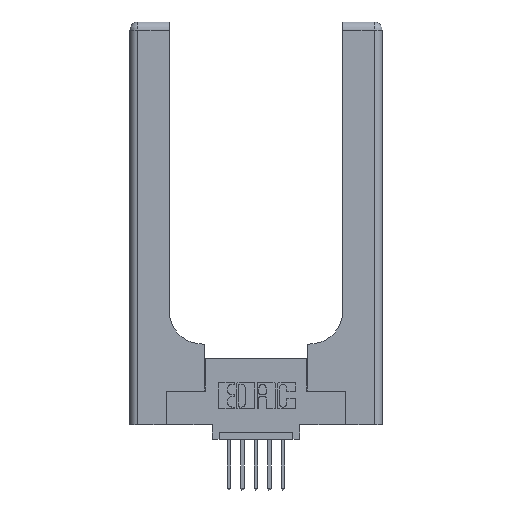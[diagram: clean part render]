
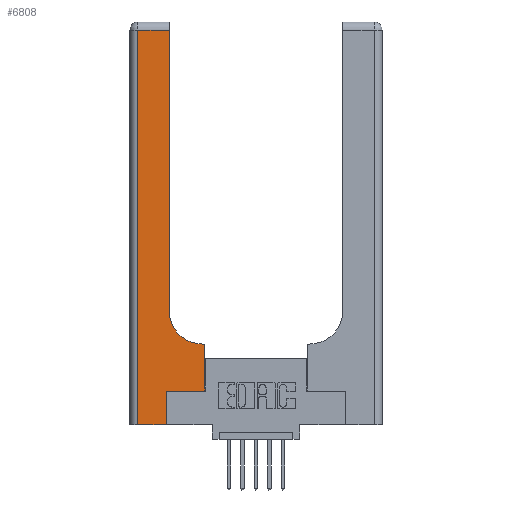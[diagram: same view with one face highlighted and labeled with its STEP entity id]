
A CAD part, top view. The second image highlights one B-rep face of the part: STEP entity #6808.
In plain terms, the highlighted planar face has unit normal (0, 0, 1).
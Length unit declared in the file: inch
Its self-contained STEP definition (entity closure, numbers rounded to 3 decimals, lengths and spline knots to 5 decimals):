
#375 = VERTEX_POINT ( 'NONE', #11675 ) ;
#667 = ORIENTED_EDGE ( 'NONE', *, *, #2743, .T. ) ;
#670 = CIRCLE ( 'NONE', #7555, 0.25 ) ;
#748 = CARTESIAN_POINT ( 'NONE',  ( 0., 0., 0.37 ) ) ;
#1166 = AXIS2_PLACEMENT_3D ( 'NONE', #7087, #8162, #1778 ) ;
#1239 = VERTEX_POINT ( 'NONE', #4030 ) ;
#1409 = ORIENTED_EDGE ( 'NONE', *, *, #4922, .T. ) ;
#1778 = DIRECTION ( 'NONE',  ( -1., 0., 0. ) ) ;
#1941 = VERTEX_POINT ( 'NONE', #5214 ) ;
#2363 = FACE_OUTER_BOUND ( 'NONE', #2678, .T. ) ;
#2413 = VECTOR ( 'NONE', #8927, 39.37008 ) ;
#2678 = EDGE_LOOP ( 'NONE', ( #11692, #1409, #8762, #10767, #667, #5705, #8875, #9509, #6939 ) ) ;
#2743 = EDGE_CURVE ( 'NONE', #7834, #4505, #7908, .T. ) ;
#3002 = CARTESIAN_POINT ( 'NONE',  ( 0.269, 0., 0.37 ) ) ;
#3053 = CARTESIAN_POINT ( 'NONE',  ( 0.269, 0.25, 0.37 ) ) ;
#3274 = VECTOR ( 'NONE', #13527, 39.37008 ) ;
#3821 = CARTESIAN_POINT ( 'NONE',  ( 0.5415, 0.85, 0.37 ) ) ;
#3844 = CARTESIAN_POINT ( 'NONE',  ( 0.2915, 2.94, 0.37 ) ) ;
#4030 = CARTESIAN_POINT ( 'NONE',  ( 0.5585, 0.6, 0.37 ) ) ;
#4151 = VERTEX_POINT ( 'NONE', #10118 ) ;
#4203 = LINE ( 'NONE', #748, #8788 ) ;
#4364 = VECTOR ( 'NONE', #9891, 39.37008 ) ;
#4486 = CARTESIAN_POINT ( 'NONE',  ( 0.2915, 0.6, 0.37 ) ) ;
#4505 = VERTEX_POINT ( 'NONE', #3053 ) ;
#4691 = EDGE_CURVE ( 'NONE', #4505, #8726, #6166, .T. ) ;
#4922 = EDGE_CURVE ( 'NONE', #6816, #1941, #7833, .T. ) ;
#5214 = CARTESIAN_POINT ( 'NONE',  ( 0.06, 2.94, 0.37 ) ) ;
#5508 = LINE ( 'NONE', #12321, #14021 ) ;
#5537 = VERTEX_POINT ( 'NONE', #12337 ) ;
#5548 = CARTESIAN_POINT ( 'NONE',  ( 0.5585, 0.25, 0.37 ) ) ;
#5705 = ORIENTED_EDGE ( 'NONE', *, *, #4691, .T. ) ;
#5962 = LINE ( 'NONE', #4486, #6637 ) ;
#6166 = LINE ( 'NONE', #7998, #3274 ) ;
#6553 = EDGE_CURVE ( 'NONE', #1239, #4151, #5962, .T. ) ;
#6637 = VECTOR ( 'NONE', #7722, 39.37008 ) ;
#6687 = DIRECTION ( 'NONE',  ( 0., 1., 0. ) ) ;
#6808 = ADVANCED_FACE ( 'NONE', ( #2363 ), #13600, .F. ) ;
#6816 = VERTEX_POINT ( 'NONE', #3844 ) ;
#6939 = ORIENTED_EDGE ( 'NONE', *, *, #12877, .T. ) ;
#7087 = CARTESIAN_POINT ( 'NONE',  ( 0., 3., 0.37 ) ) ;
#7406 = DIRECTION ( 'NONE',  ( 0., 1., 0. ) ) ;
#7555 = AXIS2_PLACEMENT_3D ( 'NONE', #3821, #9367, #11514 ) ;
#7722 = DIRECTION ( 'NONE',  ( -1., 0., 0. ) ) ;
#7724 = VECTOR ( 'NONE', #7406, 39.37008 ) ;
#7833 = LINE ( 'NONE', #8039, #2413 ) ;
#7834 = VERTEX_POINT ( 'NONE', #8034 ) ;
#7908 = LINE ( 'NONE', #3002, #7724 ) ;
#7937 = LINE ( 'NONE', #5548, #4364 ) ;
#7998 = CARTESIAN_POINT ( 'NONE',  ( 0.269, 0.25, 0.37 ) ) ;
#8034 = CARTESIAN_POINT ( 'NONE',  ( 0.269, 0., 0.37 ) ) ;
#8039 = CARTESIAN_POINT ( 'NONE',  ( 0., 2.94, 0.37 ) ) ;
#8162 = DIRECTION ( 'NONE',  ( 0., 0., -1. ) ) ;
#8179 = LINE ( 'NONE', #9338, #13800 ) ;
#8726 = VERTEX_POINT ( 'NONE', #9523 ) ;
#8762 = ORIENTED_EDGE ( 'NONE', *, *, #10676, .T. ) ;
#8788 = VECTOR ( 'NONE', #10581, 39.37008 ) ;
#8875 = ORIENTED_EDGE ( 'NONE', *, *, #13955, .T. ) ;
#8927 = DIRECTION ( 'NONE',  ( -1., 0., 0. ) ) ;
#8947 = EDGE_CURVE ( 'NONE', #5537, #6816, #5508, .T. ) ;
#9338 = CARTESIAN_POINT ( 'NONE',  ( 0.06, 3., 0.37 ) ) ;
#9367 = DIRECTION ( 'NONE',  ( 0., 0., -1. ) ) ;
#9509 = ORIENTED_EDGE ( 'NONE', *, *, #6553, .T. ) ;
#9523 = CARTESIAN_POINT ( 'NONE',  ( 0.5585, 0.25, 0.37 ) ) ;
#9891 = DIRECTION ( 'NONE',  ( 0., 1., 0. ) ) ;
#10118 = CARTESIAN_POINT ( 'NONE',  ( 0.5415, 0.6, 0.37 ) ) ;
#10581 = DIRECTION ( 'NONE',  ( 1., 0., 0. ) ) ;
#10676 = EDGE_CURVE ( 'NONE', #1941, #375, #8179, .T. ) ;
#10767 = ORIENTED_EDGE ( 'NONE', *, *, #13725, .T. ) ;
#11482 = DIRECTION ( 'NONE',  ( 0., -1., 0. ) ) ;
#11514 = DIRECTION ( 'NONE',  ( 1., 0., 0. ) ) ;
#11675 = CARTESIAN_POINT ( 'NONE',  ( 0.06, 0., 0.37 ) ) ;
#11692 = ORIENTED_EDGE ( 'NONE', *, *, #8947, .T. ) ;
#12321 = CARTESIAN_POINT ( 'NONE',  ( 0.2915, 3., 0.37 ) ) ;
#12337 = CARTESIAN_POINT ( 'NONE',  ( 0.2915, 0.85, 0.37 ) ) ;
#12877 = EDGE_CURVE ( 'NONE', #4151, #5537, #670, .T. ) ;
#13527 = DIRECTION ( 'NONE',  ( 1., 0., 0. ) ) ;
#13600 = PLANE ( 'NONE',  #1166 ) ;
#13725 = EDGE_CURVE ( 'NONE', #375, #7834, #4203, .T. ) ;
#13800 = VECTOR ( 'NONE', #11482, 39.37008 ) ;
#13955 = EDGE_CURVE ( 'NONE', #8726, #1239, #7937, .T. ) ;
#14021 = VECTOR ( 'NONE', #6687, 39.37008 ) ;
